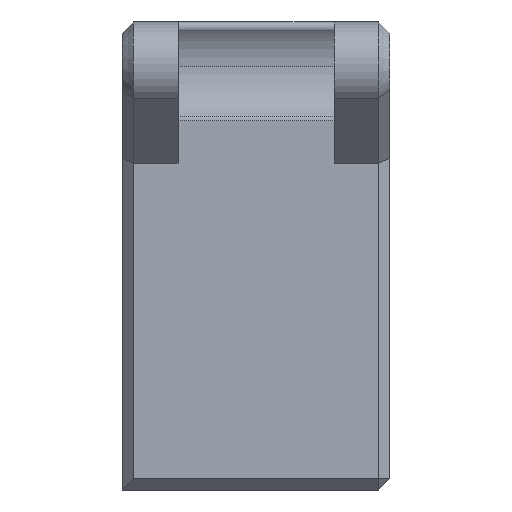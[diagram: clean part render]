
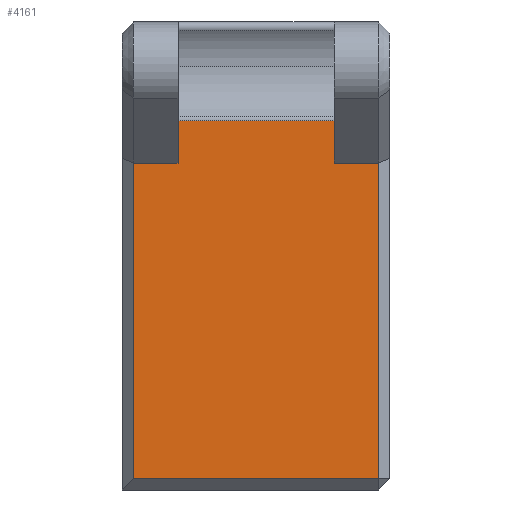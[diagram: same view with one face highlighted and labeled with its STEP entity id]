
A CAD part, left-side view. The second image highlights one B-rep face of the part: STEP entity #4161.
In plain terms, the highlighted planar face has unit normal (-1, 0, 0).
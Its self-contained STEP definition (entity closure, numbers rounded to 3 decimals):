
#1195 = PLANE('',#1196);
#1196 = AXIS2_PLACEMENT_3D('',#1197,#1198,#1199);
#1197 = CARTESIAN_POINT('',(-55.5,-14.,-8.5));
#1198 = DIRECTION('',(-0.707,-0.,-0.707));
#1199 = DIRECTION('',(0.,1.,0.));
#1724 = PLANE('',#1725);
#1725 = AXIS2_PLACEMENT_3D('',#1726,#1727,#1728);
#1726 = CARTESIAN_POINT('',(-55.5,-37.5,-9.));
#1727 = DIRECTION('',(-0.707,-0.707,-0.));
#1728 = DIRECTION('',(0.,0.,-1.));
#2402 = PLANE('',#2403);
#2403 = AXIS2_PLACEMENT_3D('',#2404,#2405,#2406);
#2404 = CARTESIAN_POINT('',(-55.5,-14.5,-9.));
#2405 = DIRECTION('',(-0.707,0.707,0.));
#2406 = DIRECTION('',(0.,0.,1.));
#2803 = VERTEX_POINT('',#2804);
#2804 = CARTESIAN_POINT('',(-56.,-15.,-8.));
#2825 = EDGE_CURVE('',#2803,#2826,#2828,.T.);
#2826 = VERTEX_POINT('',#2827);
#2827 = CARTESIAN_POINT('',(-56.,-37.,-8.));
#2828 = SURFACE_CURVE('',#2829,(#2833,#2840),.PCURVE_S1.);
#2829 = LINE('',#2830,#2831);
#2830 = CARTESIAN_POINT('',(-56.,-14.,-8.));
#2831 = VECTOR('',#2832,1.);
#2832 = DIRECTION('',(-0.,-1.,-0.));
#2833 = PCURVE('',#1195,#2834);
#2834 = DEFINITIONAL_REPRESENTATION('',(#2835),#2839);
#2835 = LINE('',#2836,#2837);
#2836 = CARTESIAN_POINT('',(-0.,-0.707));
#2837 = VECTOR('',#2838,1.);
#2838 = DIRECTION('',(-1.,0.));
#2839 = ( GEOMETRIC_REPRESENTATION_CONTEXT(2) 
PARAMETRIC_REPRESENTATION_CONTEXT() REPRESENTATION_CONTEXT('2D SPACE',''
  ) );
#2840 = PCURVE('',#2841,#2846);
#2841 = PLANE('',#2842);
#2842 = AXIS2_PLACEMENT_3D('',#2843,#2844,#2845);
#2843 = CARTESIAN_POINT('',(-56.,-14.,-9.));
#2844 = DIRECTION('',(-1.,-0.,-0.));
#2845 = DIRECTION('',(0.,1.,0.));
#2846 = DEFINITIONAL_REPRESENTATION('',(#2847),#2851);
#2847 = LINE('',#2848,#2849);
#2848 = CARTESIAN_POINT('',(-0.,-1.));
#2849 = VECTOR('',#2850,1.);
#2850 = DIRECTION('',(-1.,0.));
#2851 = ( GEOMETRIC_REPRESENTATION_CONTEXT(2) 
PARAMETRIC_REPRESENTATION_CONTEXT() REPRESENTATION_CONTEXT('2D SPACE',''
  ) );
#3383 = EDGE_CURVE('',#2826,#3384,#3386,.T.);
#3384 = VERTEX_POINT('',#3385);
#3385 = CARTESIAN_POINT('',(-56.,-37.,20.343));
#3386 = SURFACE_CURVE('',#3387,(#3391,#3398),.PCURVE_S1.);
#3387 = LINE('',#3388,#3389);
#3388 = CARTESIAN_POINT('',(-56.,-37.,-9.));
#3389 = VECTOR('',#3390,1.);
#3390 = DIRECTION('',(0.,0.,1.));
#3391 = PCURVE('',#1724,#3392);
#3392 = DEFINITIONAL_REPRESENTATION('',(#3393),#3397);
#3393 = LINE('',#3394,#3395);
#3394 = CARTESIAN_POINT('',(-0.,-0.707));
#3395 = VECTOR('',#3396,1.);
#3396 = DIRECTION('',(-1.,0.));
#3397 = ( GEOMETRIC_REPRESENTATION_CONTEXT(2) 
PARAMETRIC_REPRESENTATION_CONTEXT() REPRESENTATION_CONTEXT('2D SPACE',''
  ) );
#3398 = PCURVE('',#2841,#3399);
#3399 = DEFINITIONAL_REPRESENTATION('',(#3400),#3404);
#3400 = LINE('',#3401,#3402);
#3401 = CARTESIAN_POINT('',(-23.,0.));
#3402 = VECTOR('',#3403,1.);
#3403 = DIRECTION('',(-0.,-1.));
#3404 = ( GEOMETRIC_REPRESENTATION_CONTEXT(2) 
PARAMETRIC_REPRESENTATION_CONTEXT() REPRESENTATION_CONTEXT('2D SPACE',''
  ) );
#3880 = EDGE_CURVE('',#2803,#3881,#3883,.T.);
#3881 = VERTEX_POINT('',#3882);
#3882 = CARTESIAN_POINT('',(-56.,-15.,
    20.343));
#3883 = SURFACE_CURVE('',#3884,(#3888,#3895),.PCURVE_S1.);
#3884 = LINE('',#3885,#3886);
#3885 = CARTESIAN_POINT('',(-56.,-15.,-9.));
#3886 = VECTOR('',#3887,1.);
#3887 = DIRECTION('',(0.,0.,1.));
#3888 = PCURVE('',#2402,#3889);
#3889 = DEFINITIONAL_REPRESENTATION('',(#3890),#3894);
#3890 = LINE('',#3891,#3892);
#3891 = CARTESIAN_POINT('',(0.,-0.707));
#3892 = VECTOR('',#3893,1.);
#3893 = DIRECTION('',(1.,0.));
#3894 = ( GEOMETRIC_REPRESENTATION_CONTEXT(2) 
PARAMETRIC_REPRESENTATION_CONTEXT() REPRESENTATION_CONTEXT('2D SPACE',''
  ) );
#3895 = PCURVE('',#2841,#3896);
#3896 = DEFINITIONAL_REPRESENTATION('',(#3897),#3901);
#3897 = LINE('',#3898,#3899);
#3898 = CARTESIAN_POINT('',(-1.,0.));
#3899 = VECTOR('',#3900,1.);
#3900 = DIRECTION('',(-0.,-1.));
#3901 = ( GEOMETRIC_REPRESENTATION_CONTEXT(2) 
PARAMETRIC_REPRESENTATION_CONTEXT() REPRESENTATION_CONTEXT('2D SPACE',''
  ) );
#4161 = ADVANCED_FACE('',(#4162),#2841,.T.);
#4162 = FACE_BOUND('',#4163,.F.);
#4163 = EDGE_LOOP('',(#4164,#4165,#4193,#4221,#4249,#4277,#4303,#4304));
#4164 = ORIENTED_EDGE('',*,*,#3880,.T.);
#4165 = ORIENTED_EDGE('',*,*,#4166,.T.);
#4166 = EDGE_CURVE('',#3881,#4167,#4169,.T.);
#4167 = VERTEX_POINT('',#4168);
#4168 = CARTESIAN_POINT('',(-56.,-19.,20.343));
#4169 = SURFACE_CURVE('',#4170,(#4174,#4181),.PCURVE_S1.);
#4170 = LINE('',#4171,#4172);
#4171 = CARTESIAN_POINT('',(-56.,-14.,
    20.343));
#4172 = VECTOR('',#4173,1.);
#4173 = DIRECTION('',(-0.,-1.,0.));
#4174 = PCURVE('',#2841,#4175);
#4175 = DEFINITIONAL_REPRESENTATION('',(#4176),#4180);
#4176 = LINE('',#4177,#4178);
#4177 = CARTESIAN_POINT('',(0.,-29.343));
#4178 = VECTOR('',#4179,1.);
#4179 = DIRECTION('',(-1.,0.));
#4180 = ( GEOMETRIC_REPRESENTATION_CONTEXT(2) 
PARAMETRIC_REPRESENTATION_CONTEXT() REPRESENTATION_CONTEXT('2D SPACE',''
  ) );
#4181 = PCURVE('',#4182,#4187);
#4182 = PLANE('',#4183);
#4183 = AXIS2_PLACEMENT_3D('',#4184,#4185,#4186);
#4184 = CARTESIAN_POINT('',(-54.,-14.,18.343));
#4185 = DIRECTION('',(0.707,0.,0.707)
  );
#4186 = DIRECTION('',(0.707,0.,-0.707)
  );
#4187 = DEFINITIONAL_REPRESENTATION('',(#4188),#4192);
#4188 = LINE('',#4189,#4190);
#4189 = CARTESIAN_POINT('',(-2.828,0.));
#4190 = VECTOR('',#4191,1.);
#4191 = DIRECTION('',(0.,-1.));
#4192 = ( GEOMETRIC_REPRESENTATION_CONTEXT(2) 
PARAMETRIC_REPRESENTATION_CONTEXT() REPRESENTATION_CONTEXT('2D SPACE',''
  ) );
#4193 = ORIENTED_EDGE('',*,*,#4194,.T.);
#4194 = EDGE_CURVE('',#4167,#4195,#4197,.T.);
#4195 = VERTEX_POINT('',#4196);
#4196 = CARTESIAN_POINT('',(-56.,-19.,24.127));
#4197 = SURFACE_CURVE('',#4198,(#4202,#4209),.PCURVE_S1.);
#4198 = LINE('',#4199,#4200);
#4199 = CARTESIAN_POINT('',(-56.,-19.,8.586));
#4200 = VECTOR('',#4201,1.);
#4201 = DIRECTION('',(0.,0.,1.));
#4202 = PCURVE('',#2841,#4203);
#4203 = DEFINITIONAL_REPRESENTATION('',(#4204),#4208);
#4204 = LINE('',#4205,#4206);
#4205 = CARTESIAN_POINT('',(-5.,-17.586));
#4206 = VECTOR('',#4207,1.);
#4207 = DIRECTION('',(0.,-1.));
#4208 = ( GEOMETRIC_REPRESENTATION_CONTEXT(2) 
PARAMETRIC_REPRESENTATION_CONTEXT() REPRESENTATION_CONTEXT('2D SPACE',''
  ) );
#4209 = PCURVE('',#4210,#4215);
#4210 = PLANE('',#4211);
#4211 = AXIS2_PLACEMENT_3D('',#4212,#4213,#4214);
#4212 = CARTESIAN_POINT('',(-61.828,-19.,26.172));
#4213 = DIRECTION('',(0.,1.,0.));
#4214 = DIRECTION('',(1.,0.,0.));
#4215 = DEFINITIONAL_REPRESENTATION('',(#4216),#4220);
#4216 = LINE('',#4217,#4218);
#4217 = CARTESIAN_POINT('',(5.828,17.586));
#4218 = VECTOR('',#4219,1.);
#4219 = DIRECTION('',(0.,-1.));
#4220 = ( GEOMETRIC_REPRESENTATION_CONTEXT(2) 
PARAMETRIC_REPRESENTATION_CONTEXT() REPRESENTATION_CONTEXT('2D SPACE',''
  ) );
#4221 = ORIENTED_EDGE('',*,*,#4222,.T.);
#4222 = EDGE_CURVE('',#4195,#4223,#4225,.T.);
#4223 = VERTEX_POINT('',#4224);
#4224 = CARTESIAN_POINT('',(-56.,-33.,24.127));
#4225 = SURFACE_CURVE('',#4226,(#4230,#4237),.PCURVE_S1.);
#4226 = LINE('',#4227,#4228);
#4227 = CARTESIAN_POINT('',(-56.,-19.,24.127));
#4228 = VECTOR('',#4229,1.);
#4229 = DIRECTION('',(0.,-1.,0.));
#4230 = PCURVE('',#2841,#4231);
#4231 = DEFINITIONAL_REPRESENTATION('',(#4232),#4236);
#4232 = LINE('',#4233,#4234);
#4233 = CARTESIAN_POINT('',(-5.,-33.127));
#4234 = VECTOR('',#4235,1.);
#4235 = DIRECTION('',(-1.,0.));
#4236 = ( GEOMETRIC_REPRESENTATION_CONTEXT(2) 
PARAMETRIC_REPRESENTATION_CONTEXT() REPRESENTATION_CONTEXT('2D SPACE',''
  ) );
#4237 = PCURVE('',#4238,#4243);
#4238 = CYLINDRICAL_SURFACE('',#4239,0.5);
#4239 = AXIS2_PLACEMENT_3D('',#4240,#4241,#4242);
#4240 = CARTESIAN_POINT('',(-55.5,-19.,24.127));
#4241 = DIRECTION('',(0.,-1.,0.));
#4242 = DIRECTION('',(-1.,0.,0.));
#4243 = DEFINITIONAL_REPRESENTATION('',(#4244),#4248);
#4244 = LINE('',#4245,#4246);
#4245 = CARTESIAN_POINT('',(-0.,0.));
#4246 = VECTOR('',#4247,1.);
#4247 = DIRECTION('',(-0.,1.));
#4248 = ( GEOMETRIC_REPRESENTATION_CONTEXT(2) 
PARAMETRIC_REPRESENTATION_CONTEXT() REPRESENTATION_CONTEXT('2D SPACE',''
  ) );
#4249 = ORIENTED_EDGE('',*,*,#4250,.F.);
#4250 = EDGE_CURVE('',#4251,#4223,#4253,.T.);
#4251 = VERTEX_POINT('',#4252);
#4252 = CARTESIAN_POINT('',(-56.,-33.,20.343));
#4253 = SURFACE_CURVE('',#4254,(#4258,#4265),.PCURVE_S1.);
#4254 = LINE('',#4255,#4256);
#4255 = CARTESIAN_POINT('',(-56.,-33.,8.586));
#4256 = VECTOR('',#4257,1.);
#4257 = DIRECTION('',(0.,0.,1.));
#4258 = PCURVE('',#2841,#4259);
#4259 = DEFINITIONAL_REPRESENTATION('',(#4260),#4264);
#4260 = LINE('',#4261,#4262);
#4261 = CARTESIAN_POINT('',(-19.,-17.586));
#4262 = VECTOR('',#4263,1.);
#4263 = DIRECTION('',(0.,-1.));
#4264 = ( GEOMETRIC_REPRESENTATION_CONTEXT(2) 
PARAMETRIC_REPRESENTATION_CONTEXT() REPRESENTATION_CONTEXT('2D SPACE',''
  ) );
#4265 = PCURVE('',#4266,#4271);
#4266 = PLANE('',#4267);
#4267 = AXIS2_PLACEMENT_3D('',#4268,#4269,#4270);
#4268 = CARTESIAN_POINT('',(-61.828,-33.,26.172));
#4269 = DIRECTION('',(0.,1.,0.));
#4270 = DIRECTION('',(1.,0.,0.));
#4271 = DEFINITIONAL_REPRESENTATION('',(#4272),#4276);
#4272 = LINE('',#4273,#4274);
#4273 = CARTESIAN_POINT('',(5.828,17.586));
#4274 = VECTOR('',#4275,1.);
#4275 = DIRECTION('',(0.,-1.));
#4276 = ( GEOMETRIC_REPRESENTATION_CONTEXT(2) 
PARAMETRIC_REPRESENTATION_CONTEXT() REPRESENTATION_CONTEXT('2D SPACE',''
  ) );
#4277 = ORIENTED_EDGE('',*,*,#4278,.T.);
#4278 = EDGE_CURVE('',#4251,#3384,#4279,.T.);
#4279 = SURFACE_CURVE('',#4280,(#4284,#4291),.PCURVE_S1.);
#4280 = LINE('',#4281,#4282);
#4281 = CARTESIAN_POINT('',(-56.,-23.5,
    20.343));
#4282 = VECTOR('',#4283,1.);
#4283 = DIRECTION('',(-0.,-1.,0.));
#4284 = PCURVE('',#2841,#4285);
#4285 = DEFINITIONAL_REPRESENTATION('',(#4286),#4290);
#4286 = LINE('',#4287,#4288);
#4287 = CARTESIAN_POINT('',(-9.5,-29.343));
#4288 = VECTOR('',#4289,1.);
#4289 = DIRECTION('',(-1.,0.));
#4290 = ( GEOMETRIC_REPRESENTATION_CONTEXT(2) 
PARAMETRIC_REPRESENTATION_CONTEXT() REPRESENTATION_CONTEXT('2D SPACE',''
  ) );
#4291 = PCURVE('',#4292,#4297);
#4292 = PLANE('',#4293);
#4293 = AXIS2_PLACEMENT_3D('',#4294,#4295,#4296);
#4294 = CARTESIAN_POINT('',(-54.,-33.,18.343));
#4295 = DIRECTION('',(0.707,0.,0.707)
  );
#4296 = DIRECTION('',(0.707,0.,-0.707)
  );
#4297 = DEFINITIONAL_REPRESENTATION('',(#4298),#4302);
#4298 = LINE('',#4299,#4300);
#4299 = CARTESIAN_POINT('',(-2.828,9.5));
#4300 = VECTOR('',#4301,1.);
#4301 = DIRECTION('',(0.,-1.));
#4302 = ( GEOMETRIC_REPRESENTATION_CONTEXT(2) 
PARAMETRIC_REPRESENTATION_CONTEXT() REPRESENTATION_CONTEXT('2D SPACE',''
  ) );
#4303 = ORIENTED_EDGE('',*,*,#3383,.F.);
#4304 = ORIENTED_EDGE('',*,*,#2825,.F.);
